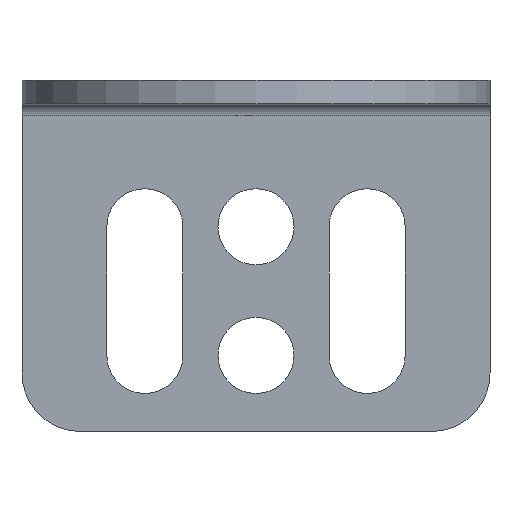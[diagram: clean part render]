
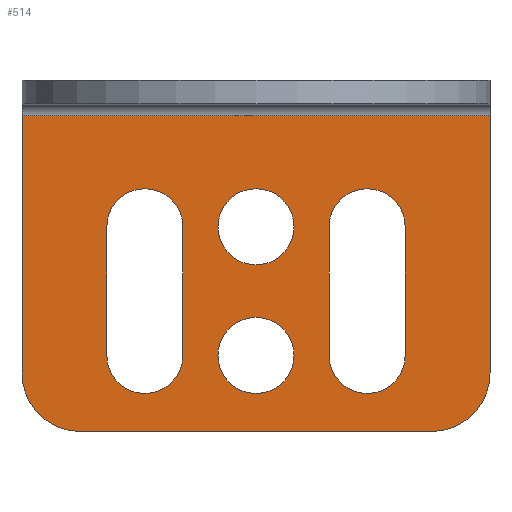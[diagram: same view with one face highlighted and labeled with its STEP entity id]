
A CAD part, front view. The second image highlights one B-rep face of the part: STEP entity #514.
In plain terms, the highlighted planar face has unit normal (0, -1, 0).
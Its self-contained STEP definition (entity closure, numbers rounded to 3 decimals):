
#6 = VERTEX_POINT ( 'NONE', #625 ) ;
#11 = LINE ( 'NONE', #220, #678 ) ;
#17 = DIRECTION ( 'NONE',  ( 0., 0., -1. ) ) ;
#23 = VECTOR ( 'NONE', #348, 1000. ) ;
#26 = VERTEX_POINT ( 'NONE', #535 ) ;
#30 = CARTESIAN_POINT ( 'NONE',  ( 12.75, 22., -21.5 ) ) ;
#39 = AXIS2_PLACEMENT_3D ( 'NONE', #71, #585, #1128 ) ;
#46 = ORIENTED_EDGE ( 'NONE', *, *, #467, .T. ) ;
#50 = ORIENTED_EDGE ( 'NONE', *, *, #879, .T. ) ;
#54 = VERTEX_POINT ( 'NONE', #910 ) ;
#71 = CARTESIAN_POINT ( 'NONE',  ( 9.5, 22., -21.5 ) ) ;
#77 = CARTESIAN_POINT ( 'NONE',  ( 0., 22., -21.5 ) ) ;
#79 = VERTEX_POINT ( 'NONE', #986 ) ;
#80 = CARTESIAN_POINT ( 'NONE',  ( 0., 22., -10.5 ) ) ;
#93 = CIRCLE ( 'NONE', #967, 3.25 ) ;
#106 = ORIENTED_EDGE ( 'NONE', *, *, #346, .F. ) ;
#107 = CARTESIAN_POINT ( 'NONE',  ( 9.5, 22., -10.5 ) ) ;
#108 = LINE ( 'NONE', #541, #310 ) ;
#120 = DIRECTION ( 'NONE',  ( 0., -1., 0. ) ) ;
#122 = ORIENTED_EDGE ( 'NONE', *, *, #499, .F. ) ;
#127 = ORIENTED_EDGE ( 'NONE', *, *, #934, .F. ) ;
#130 = CARTESIAN_POINT ( 'NONE',  ( 0., 22., -24.75 ) ) ;
#139 = VECTOR ( 'NONE', #1002, 1000. ) ;
#160 = FACE_OUTER_BOUND ( 'NONE', #733, .T. ) ;
#161 = DIRECTION ( 'NONE',  ( 0., -1., 0. ) ) ;
#166 = DIRECTION ( 'NONE',  ( 0., 0., -1. ) ) ;
#168 = AXIS2_PLACEMENT_3D ( 'NONE', #643, #120, #725 ) ;
#171 = CIRCLE ( 'NONE', #168, 5. ) ;
#176 = VERTEX_POINT ( 'NONE', #201 ) ;
#179 = DIRECTION ( 'NONE',  ( 0., 0., -1. ) ) ;
#185 = EDGE_CURVE ( 'NONE', #54, #727, #311, .T. ) ;
#192 = VERTEX_POINT ( 'NONE', #712 ) ;
#198 = EDGE_CURVE ( 'NONE', #307, #342, #719, .T. ) ;
#200 = CARTESIAN_POINT ( 'NONE',  ( -15., 22., -28. ) ) ;
#201 = CARTESIAN_POINT ( 'NONE',  ( 20., 22., -1. ) ) ;
#207 = ORIENTED_EDGE ( 'NONE', *, *, #887, .F. ) ;
#211 = AXIS2_PLACEMENT_3D ( 'NONE', #683, #161, #765 ) ;
#220 = CARTESIAN_POINT ( 'NONE',  ( 20., 22., -28. ) ) ;
#241 = CARTESIAN_POINT ( 'NONE',  ( 0., 22., -13.75 ) ) ;
#243 = EDGE_CURVE ( 'NONE', #176, #26, #951, .T. ) ;
#258 = EDGE_LOOP ( 'NONE', ( #1036, #787, #439, #356 ) ) ;
#268 = AXIS2_PLACEMENT_3D ( 'NONE', #495, #1121, #581 ) ;
#273 = DIRECTION ( 'NONE',  ( 0., -1., 0. ) ) ;
#286 = CARTESIAN_POINT ( 'NONE',  ( -6.25, 22., -21.5 ) ) ;
#287 = ORIENTED_EDGE ( 'NONE', *, *, #513, .F. ) ;
#307 = VERTEX_POINT ( 'NONE', #901 ) ;
#310 = VECTOR ( 'NONE', #811, 1000. ) ;
#311 = CIRCLE ( 'NONE', #498, 3.25 ) ;
#313 = VERTEX_POINT ( 'NONE', #992 ) ;
#315 = LINE ( 'NONE', #909, #996 ) ;
#322 = ORIENTED_EDGE ( 'NONE', *, *, #185, .F. ) ;
#327 = DIRECTION ( 'NONE',  ( 0., 0., -1. ) ) ;
#337 = VECTOR ( 'NONE', #459, 1000. ) ;
#342 = VERTEX_POINT ( 'NONE', #286 ) ;
#344 = EDGE_CURVE ( 'NONE', #79, #26, #843, .T. ) ;
#346 = EDGE_CURVE ( 'NONE', #636, #994, #607, .T. ) ;
#348 = DIRECTION ( 'NONE',  ( -1., 0., 0. ) ) ;
#355 = CARTESIAN_POINT ( 'NONE',  ( -20., 22., -1. ) ) ;
#356 = ORIENTED_EDGE ( 'NONE', *, *, #423, .F. ) ;
#370 = VECTOR ( 'NONE', #857, 1000. ) ;
#376 = DIRECTION ( 'NONE',  ( 0., 0., -1. ) ) ;
#384 = FACE_BOUND ( 'NONE', #258, .T. ) ;
#414 = FACE_BOUND ( 'NONE', #644, .T. ) ;
#423 = EDGE_CURVE ( 'NONE', #1032, #6, #968, .T. ) ;
#439 = ORIENTED_EDGE ( 'NONE', *, *, #1134, .F. ) ;
#440 = VECTOR ( 'NONE', #327, 1000. ) ;
#459 = DIRECTION ( 'NONE',  ( 0., 0., 1. ) ) ;
#461 = VERTEX_POINT ( 'NONE', #241 ) ;
#467 = EDGE_CURVE ( 'NONE', #313, #192, #913, .T. ) ;
#472 = DIRECTION ( 'NONE',  ( -1., 0., 0. ) ) ;
#495 = CARTESIAN_POINT ( 'NONE',  ( -9.5, 22., -10.5 ) ) ;
#498 = AXIS2_PLACEMENT_3D ( 'NONE', #107, #628, #17 ) ;
#499 = EDGE_CURVE ( 'NONE', #698, #698, #1124, .T. ) ;
#501 = ORIENTED_EDGE ( 'NONE', *, *, #587, .F. ) ;
#502 = DIRECTION ( 'NONE',  ( 0., 0., 1. ) ) ;
#505 = LINE ( 'NONE', #1090, #139 ) ;
#513 = EDGE_CURVE ( 'NONE', #727, #636, #1100, .T. ) ;
#514 = ADVANCED_FACE ( 'NONE', ( #653, #414, #620, #384, #160 ), #862, .F. ) ;
#532 = CARTESIAN_POINT ( 'NONE',  ( -6.25, 22., -10.5 ) ) ;
#535 = CARTESIAN_POINT ( 'NONE',  ( -20., 22., -1. ) ) ;
#541 = CARTESIAN_POINT ( 'NONE',  ( -6.25, 22., -21.5 ) ) ;
#557 = AXIS2_PLACEMENT_3D ( 'NONE', #77, #686, #179 ) ;
#572 = LINE ( 'NONE', #30, #337 ) ;
#581 = DIRECTION ( 'NONE',  ( 0., 0., -1. ) ) ;
#584 = ORIENTED_EDGE ( 'NONE', *, *, #344, .F. ) ;
#585 = DIRECTION ( 'NONE',  ( 0., -1., 0. ) ) ;
#587 = EDGE_CURVE ( 'NONE', #461, #461, #93, .T. ) ;
#607 = CIRCLE ( 'NONE', #39, 3.25 ) ;
#619 = CARTESIAN_POINT ( 'NONE',  ( 12.75, 22., -21.5 ) ) ;
#620 = FACE_BOUND ( 'NONE', #816, .T. ) ;
#625 = CARTESIAN_POINT ( 'NONE',  ( -12.75, 22., -10.5 ) ) ;
#628 = DIRECTION ( 'NONE',  ( 0., -1., 0. ) ) ;
#636 = VERTEX_POINT ( 'NONE', #1047 ) ;
#643 = CARTESIAN_POINT ( 'NONE',  ( -15., 22., -23. ) ) ;
#644 = EDGE_LOOP ( 'NONE', ( #501 ) ) ;
#653 = FACE_BOUND ( 'NONE', #1140, .T. ) ;
#678 = VECTOR ( 'NONE', #472, 1000. ) ;
#681 = CARTESIAN_POINT ( 'NONE',  ( 6.25, 22., -21.5 ) ) ;
#683 = CARTESIAN_POINT ( 'NONE',  ( 15., 22., -23. ) ) ;
#686 = DIRECTION ( 'NONE',  ( 0., -1., 0. ) ) ;
#688 = DIRECTION ( 'NONE',  ( 0., -1., 0. ) ) ;
#698 = VERTEX_POINT ( 'NONE', #130 ) ;
#699 = ORIENTED_EDGE ( 'NONE', *, *, #963, .F. ) ;
#712 = CARTESIAN_POINT ( 'NONE',  ( 20., 22., -23. ) ) ;
#719 = CIRCLE ( 'NONE', #738, 3.25 ) ;
#721 = CARTESIAN_POINT ( 'NONE',  ( -20., 22., 2. ) ) ;
#725 = DIRECTION ( 'NONE',  ( 0., 0., 1. ) ) ;
#726 = AXIS2_PLACEMENT_3D ( 'NONE', #944, #1041, #502 ) ;
#727 = VERTEX_POINT ( 'NONE', #923 ) ;
#733 = EDGE_LOOP ( 'NONE', ( #127, #752, #584, #50, #699, #46 ) ) ;
#738 = AXIS2_PLACEMENT_3D ( 'NONE', #890, #273, #798 ) ;
#752 = ORIENTED_EDGE ( 'NONE', *, *, #243, .T. ) ;
#765 = DIRECTION ( 'NONE',  ( 0., 0., 1. ) ) ;
#787 = ORIENTED_EDGE ( 'NONE', *, *, #198, .F. ) ;
#798 = DIRECTION ( 'NONE',  ( 0., 0., -1. ) ) ;
#811 = DIRECTION ( 'NONE',  ( 0., 0., 1. ) ) ;
#816 = EDGE_LOOP ( 'NONE', ( #122 ) ) ;
#843 = LINE ( 'NONE', #721, #370 ) ;
#857 = DIRECTION ( 'NONE',  ( 0., 0., 1. ) ) ;
#862 = PLANE ( 'NONE',  #726 ) ;
#879 = EDGE_CURVE ( 'NONE', #79, #1040, #171, .T. ) ;
#887 = EDGE_CURVE ( 'NONE', #994, #54, #572, .T. ) ;
#890 = CARTESIAN_POINT ( 'NONE',  ( -9.5, 22., -21.5 ) ) ;
#901 = CARTESIAN_POINT ( 'NONE',  ( -12.75, 22., -21.5 ) ) ;
#909 = CARTESIAN_POINT ( 'NONE',  ( 20., 22., 2. ) ) ;
#910 = CARTESIAN_POINT ( 'NONE',  ( 12.75, 22., -10.5 ) ) ;
#913 = CIRCLE ( 'NONE', #211, 5. ) ;
#923 = CARTESIAN_POINT ( 'NONE',  ( 6.25, 22., -10.5 ) ) ;
#934 = EDGE_CURVE ( 'NONE', #176, #192, #315, .T. ) ;
#944 = CARTESIAN_POINT ( 'NONE',  ( 0., 22., 0. ) ) ;
#951 = LINE ( 'NONE', #355, #23 ) ;
#963 = EDGE_CURVE ( 'NONE', #313, #1040, #11, .T. ) ;
#967 = AXIS2_PLACEMENT_3D ( 'NONE', #80, #688, #166 ) ;
#968 = CIRCLE ( 'NONE', #268, 3.25 ) ;
#986 = CARTESIAN_POINT ( 'NONE',  ( -20., 22., -23. ) ) ;
#992 = CARTESIAN_POINT ( 'NONE',  ( 15., 22., -28. ) ) ;
#994 = VERTEX_POINT ( 'NONE', #619 ) ;
#996 = VECTOR ( 'NONE', #376, 1000. ) ;
#1002 = DIRECTION ( 'NONE',  ( 0., 0., -1. ) ) ;
#1032 = VERTEX_POINT ( 'NONE', #532 ) ;
#1036 = ORIENTED_EDGE ( 'NONE', *, *, #1087, .F. ) ;
#1040 = VERTEX_POINT ( 'NONE', #200 ) ;
#1041 = DIRECTION ( 'NONE',  ( 0., 1., 0. ) ) ;
#1047 = CARTESIAN_POINT ( 'NONE',  ( 6.25, 22., -21.5 ) ) ;
#1087 = EDGE_CURVE ( 'NONE', #342, #1032, #108, .T. ) ;
#1090 = CARTESIAN_POINT ( 'NONE',  ( -12.75, 22., -21.5 ) ) ;
#1100 = LINE ( 'NONE', #681, #440 ) ;
#1121 = DIRECTION ( 'NONE',  ( 0., -1., 0. ) ) ;
#1124 = CIRCLE ( 'NONE', #557, 3.25 ) ;
#1128 = DIRECTION ( 'NONE',  ( 0., 0., -1. ) ) ;
#1134 = EDGE_CURVE ( 'NONE', #6, #307, #505, .T. ) ;
#1140 = EDGE_LOOP ( 'NONE', ( #207, #106, #287, #322 ) ) ;
